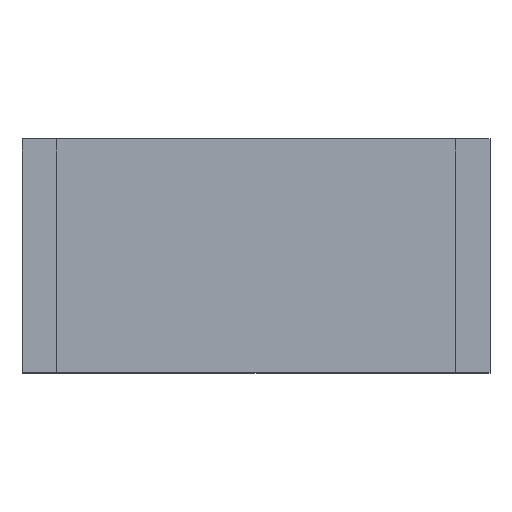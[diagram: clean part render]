
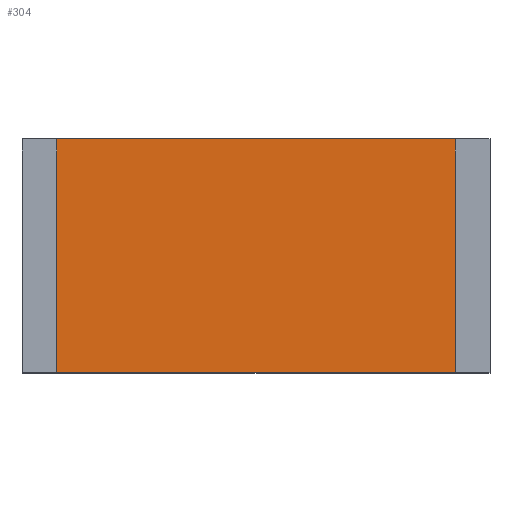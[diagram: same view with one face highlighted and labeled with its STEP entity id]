
A CAD part, top view. The second image highlights one B-rep face of the part: STEP entity #304.
In plain terms, the highlighted planar face has unit normal (0, 0, 1).
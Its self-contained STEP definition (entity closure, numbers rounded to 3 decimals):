
#265=CARTESIAN_POINT('',(0.0,0.,0.8));
#266=DIRECTION('',(0.0,0.0,-1.0));
#267=DIRECTION('',(1.0,0.0,0.0));
#268=AXIS2_PLACEMENT_3D('',#265,#266,#267);
#269=PLANE('',#268);
#270=CARTESIAN_POINT('',(2.77,-1.625,0.8));
#271=VERTEX_POINT('',#270);
#272=CARTESIAN_POINT('',(2.77,1.625,0.8));
#273=VERTEX_POINT('',#272);
#274=CARTESIAN_POINT('',(2.77,-1.625,0.8));
#275=DIRECTION('',(0.0,1.0,0.0));
#276=VECTOR('',#275,3.25);
#277=LINE('',#274,#276);
#278=EDGE_CURVE('',#271,#273,#277,.T.);
#279=ORIENTED_EDGE('',*,*,#278,.T.);
#280=CARTESIAN_POINT('',(-2.77,1.625,0.8));
#281=VERTEX_POINT('',#280);
#282=CARTESIAN_POINT('',(2.77,1.625,0.8));
#283=DIRECTION('',(-1.0,0.0,0.0));
#284=VECTOR('',#283,5.54);
#285=LINE('',#282,#284);
#286=EDGE_CURVE('',#273,#281,#285,.T.);
#287=ORIENTED_EDGE('',*,*,#286,.T.);
#288=CARTESIAN_POINT('',(-2.77,-1.625,0.8));
#289=VERTEX_POINT('',#288);
#290=CARTESIAN_POINT('',(-2.77,1.625,0.8));
#291=DIRECTION('',(0.0,-1.0,0.0));
#292=VECTOR('',#291,3.25);
#293=LINE('',#290,#292);
#294=EDGE_CURVE('',#281,#289,#293,.T.);
#295=ORIENTED_EDGE('',*,*,#294,.T.);
#296=CARTESIAN_POINT('',(-2.77,-1.625,0.8));
#297=DIRECTION('',(1.0,0.0,0.0));
#298=VECTOR('',#297,5.54);
#299=LINE('',#296,#298);
#300=EDGE_CURVE('',#289,#271,#299,.T.);
#301=ORIENTED_EDGE('',*,*,#300,.T.);
#302=EDGE_LOOP('',(#279,#287,#295,#301));
#303=FACE_OUTER_BOUND('',#302,.T.);
#304=ADVANCED_FACE('',(#303),#269,.F.);
